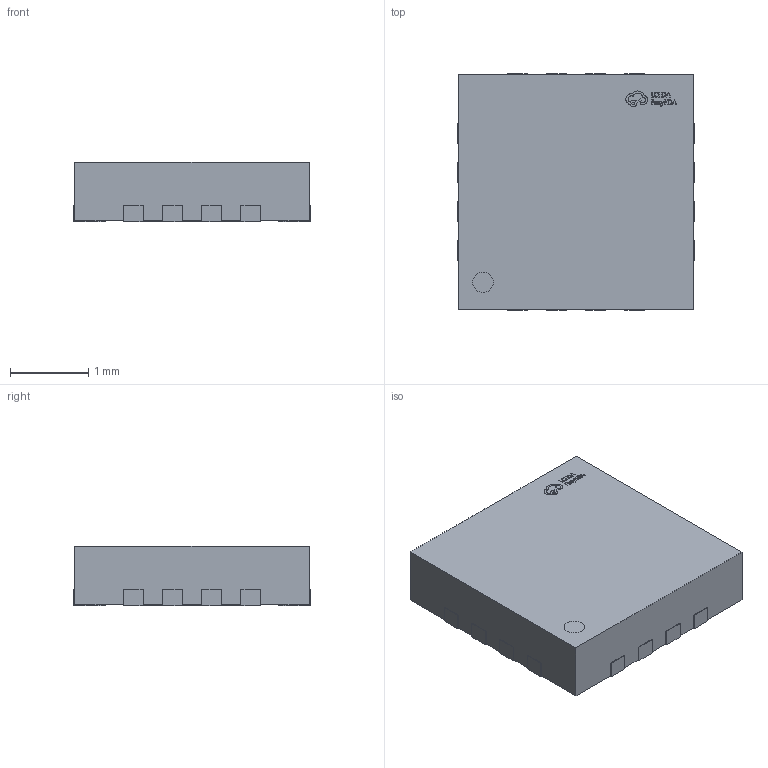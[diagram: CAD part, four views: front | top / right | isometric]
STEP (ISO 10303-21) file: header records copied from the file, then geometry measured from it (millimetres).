
FILE_DESCRIPTION(('FreeCAD Model'),'2;1');
FILE_NAME('Open CASCADE Shape Model','2024-06-18T13:30:26',(''),(''), 'Open CASCADE STEP processor 7.6','FreeCAD','Unknown');
FILE_SCHEMA(('AUTOMOTIVE_DESIGN { 1 0 10303 214 1 1 1 1 }'));
Length unit declared in the file: millimetre
Products named in the file (16): TQFN-16_L3.0-W3.0-P0.50-BL-EP1.5; COMPOUND015; COMPOUND001; COMPOUND002; COMPOUND003; COMPOUND004; COMPOUND005; COMPOUND006; COMPOUND007; COMPOUND008; COMPOUND009; COMPOUND010; COMPOUND011; COMPOUND012; COMPOUND013; COMPOUND014
Assembly tree (15 placements, depth 3):
  TQFN-16_L3.0-W3.0-P0.50-BL-EP1.5
    COMPOUND015
      COMPOUND001
      COMPOUND002
      COMPOUND003
      COMPOUND004
      COMPOUND005
      COMPOUND006
      COMPOUND007
      COMPOUND008
      COMPOUND009
      COMPOUND010
      COMPOUND011
      COMPOUND012
      COMPOUND013
      COMPOUND014
Bounding box: 3.02 x 3.02 x 0.76 mm (x, y, z)
Volume: 6.8 mm3; surface area: 27.5 mm2
Topology: 14 solids, 14 shells, 405 faces, 1104 edges, 736 vertices
Faces by surface type: plane 271, bspline 112, cylinder 22
Entity records: 15516 total; most frequent: CARTESIAN_POINT 4365, ORIENTED_EDGE 2208, DIRECTION 1538, EDGE_CURVE 1104, LINE 832, VECTOR 832, VERTEX_POINT 736, FACE_BOUND 426
